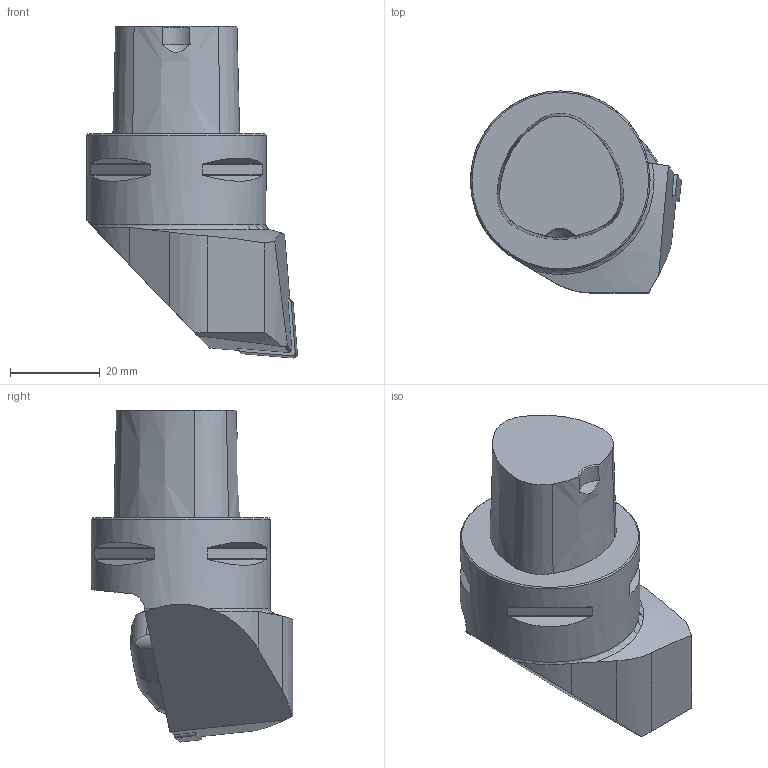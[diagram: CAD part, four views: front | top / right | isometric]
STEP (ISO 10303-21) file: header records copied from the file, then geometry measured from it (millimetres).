
FILE_DESCRIPTION(/* description */ (''),/* implementation_level */ '2;1');
FILE_NAME(/* name */ 'TOOLASSEMBLY_1.STP',/* time_stamp */ '2023-11-15T15:42:32+01:00',/* author */ (''),/* organization */ ('SMS'),/* preprocessor_version */ 'ST-DEVELOPER v16.7',/* originating_system */ 'SIEMENS PLM Software NX 12.0',/* authorisation */ '');
FILE_SCHEMA (('AUTOMOTIVE_DESIGN { 1 0 10303 214 3 1 1 1 }'));
Length unit declared in the file: millimetre
Products named in the file (4): ASSEMBLY_CONSTRUCTION; IsoTurningInsert; NOCUT_20231115154104; TOOLASSEMBLY_1
Assembly tree (3 placements, depth 2):
  TOOLASSEMBLY_1
    NOCUT_20231115154104
    IsoTurningInsert
    ASSEMBLY_CONSTRUCTION
Bounding box: 47 x 45 x 74 mm (x, y, z)
Volume: 60784.4 mm3; surface area: 11020 mm2
Topology: 2 solids, 2 shells, 94 faces, 249 edges, 168 vertices
Faces by surface type: plane 50, cylinder 32, cone 10, torus 2
Full cylindrical faces by diameter (mm): 5.156 x1, 40 x1
Entity records: 3428 total; most frequent: CARTESIAN_POINT 984, ORIENTED_EDGE 488, DIRECTION 468, EDGE_CURVE 244, AXIS2_PLACEMENT_3D 170, VERTEX_POINT 162, LINE 128, VECTOR 128
